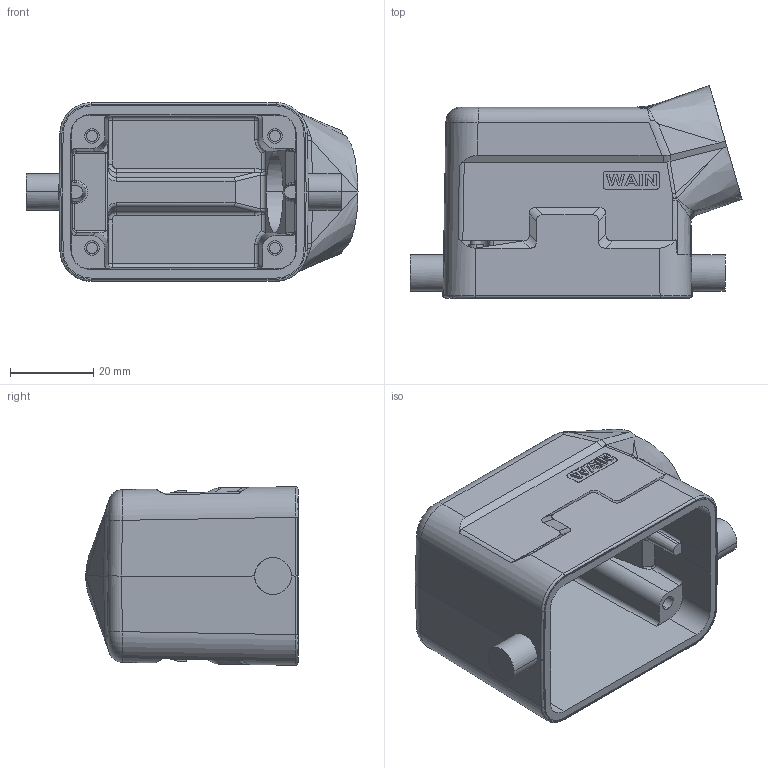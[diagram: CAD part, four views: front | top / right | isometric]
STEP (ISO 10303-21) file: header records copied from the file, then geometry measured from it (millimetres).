
FILE_DESCRIPTION((''),'2;1');
FILE_NAME('3D_1111065101004_W6B-SE-2B-PG16','2017-10-14T',('wl.kang'),(''),'PRO/ENGINEER BY PARAMETRIC TECHNOLOGY CORPORATION, 2012480','PRO/ENGINEER BY PARAMETRIC TECHNOLOGY CORPORATION, 2012480','');
FILE_SCHEMA(('AUTOMOTIVE_DESIGN { 1 0 10303 214 1 1 1 1 }'));
Length unit declared in the file: millimetre
Products named in the file (1): 3D_1111065101004_W6B-SE-2B-PG16
Bounding box: 79.85 x 51.18 x 42.98 mm (x, y, z)
Volume: 40983.6 mm3; surface area: 22871.8 mm2
Topology: 1 solids, 1 shells, 393 faces, 1018 edges, 639 vertices
Faces by surface type: plane 195, cylinder 115, bspline 51, cone 14, sphere 10, torus 7, extrusion 1
Entity records: 14819 total; most frequent: CARTESIAN_POINT 5648, ORIENTED_EDGE 2016, DIRECTION 1597, EDGE_CURVE 1008, VERTEX_POINT 639, VECTOR 595, LINE 594, AXIS2_PLACEMENT_3D 501
